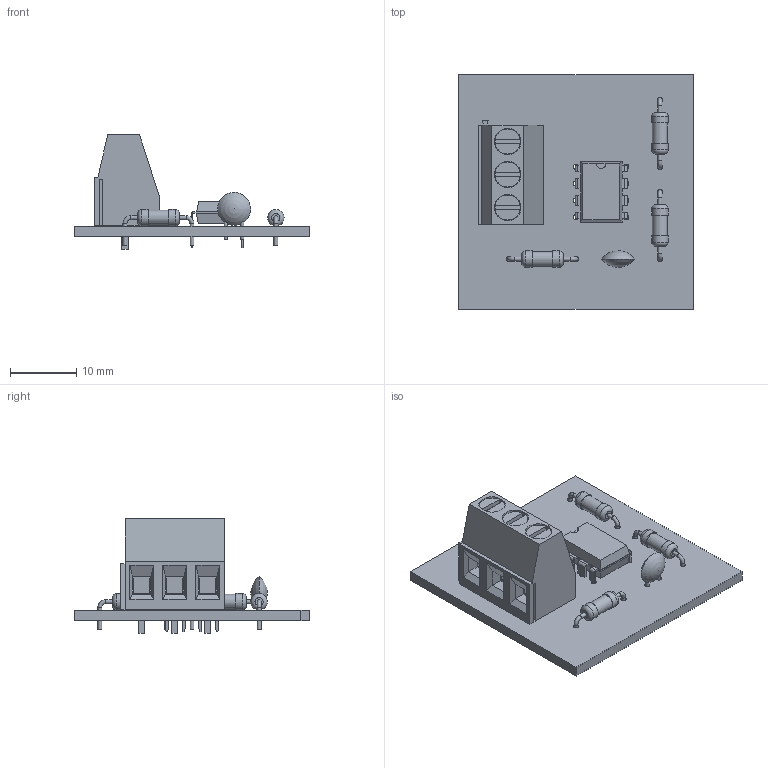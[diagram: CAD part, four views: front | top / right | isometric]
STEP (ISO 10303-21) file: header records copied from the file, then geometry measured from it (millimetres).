
FILE_DESCRIPTION(('KiCad electronic assembly'),'2;1');
FILE_NAME('555.step','2021-08-16T13:34:32',('An Author'),('A Company'), 'Open CASCADE STEP processor 6.9','KiCad to STEP converter','Unknown' );
FILE_SCHEMA(('AUTOMOTIVE_DESIGN { 1 0 10303 214 1 1 1 1 }'));
Length unit declared in the file: millimetre
Products named in the file (10): Open CASCADE STEP translator 6.9 1; DIP-8_W7.62mm; SOLID; R_Axial_DIN0207_L6.3mm_D2.5mm_P10.16mm_Horizontal; TerminalBlock_Phoenix_MKDS-1,5-3_1x03_P5.00mm_Horizontal; C_Disc_D5.0mm_W2.5mm_P2.50mm; COMPOUND
Assembly tree (11 placements, depth 3):
  Open CASCADE STEP translator 6.9 1
    DIP-8_W7.62mm
      SOLID
    R_Axial_DIN0207_L6.3mm_D2.5mm_P10.16mm_Horizontal  x3
      SOLID
    TerminalBlock_Phoenix_MKDS-1,5-3_1x03_P5.00mm_Horizontal
      SOLID
    C_Disc_D5.0mm_W2.5mm_P2.50mm
      SOLID
    COMPOUND
Bounding box: 35.56 x 35.56 x 17.3 mm (x, y, z)
Volume: 3807.1 mm3; surface area: 5293.6 mm2
Topology: 7 solids, 7 shells, 356 faces, 881 edges, 555 vertices
Faces by surface type: plane 245, cylinder 65, bspline 32, torus 12, sphere 2
Full cylindrical faces by diameter (mm): 0.5 x2, 0.6 x12, 0.8 x16, 1.3 x3, 2.25 x3, 2.5 x6, 3.8 x3, 4 x3
Entity records: 24508 total; most frequent: CARTESIAN_POINT 5620, DIRECTION 3067, LINE 2028, VECTOR 2028, ORIENTED_EDGE 1650, PCURVE 1650, DEFINITIONAL_REPRESENTATION 1650, EDGE_CURVE 825
